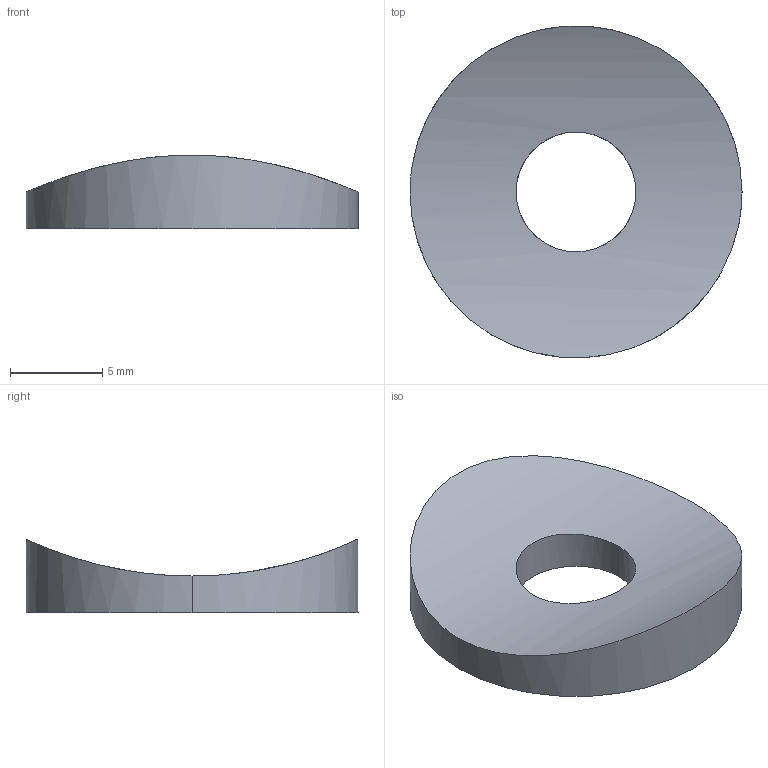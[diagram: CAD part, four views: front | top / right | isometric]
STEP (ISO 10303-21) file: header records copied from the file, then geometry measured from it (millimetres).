
FILE_DESCRIPTION (( 'STEP AP203' ), '1' );
FILE_NAME ('A14_012-02.STEP', '2020-01-30T08:46:13', ( '' ), ( '' ), 'SwSTEP 2.0', 'SolidWorks 2019', '' );
FILE_SCHEMA (( 'CONFIG_CONTROL_DESIGN' ));
Length unit declared in the file: millimetre
Products named in the file (1): A14_012-02
Bounding box: 18 x 18 x 4 mm (x, y, z)
Volume: 564.9 mm3; surface area: 661.1 mm2
Topology: 1 solids, 1 shells, 6 faces, 12 edges, 8 vertices
Faces by surface type: cylinder 5, plane 1
Entity records: 391 total; most frequent: CARTESIAN_POINT 185, DIRECTION 26, ORIENTED_EDGE 24, EDGE_CURVE 12, AXIS2_PLACEMENT_3D 11, VERTEX_POINT 8, EDGE_LOOP 8, PERSON_AND_ORGANIZATION 8
